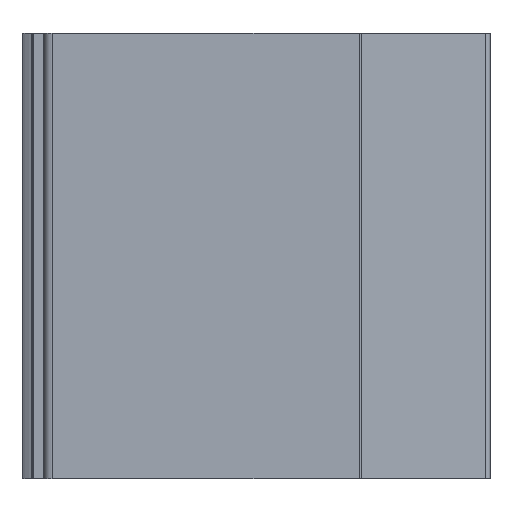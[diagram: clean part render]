
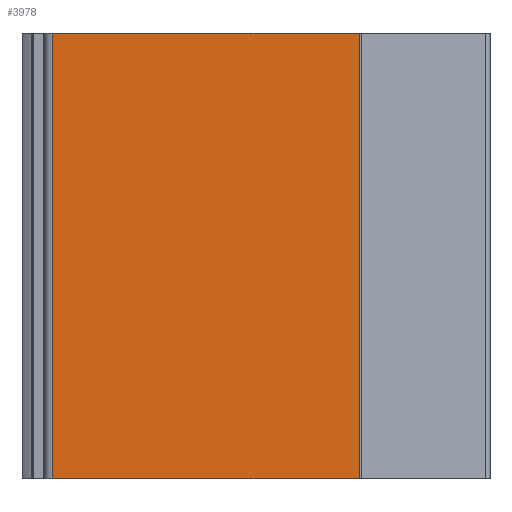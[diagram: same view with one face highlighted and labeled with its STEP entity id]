
A CAD part, front view. The second image highlights one B-rep face of the part: STEP entity #3978.
In plain terms, the highlighted planar face has unit normal (0, -1, 0).
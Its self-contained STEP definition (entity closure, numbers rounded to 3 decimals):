
#564=FACE_OUTER_BOUND('',#771,.T.);
#771=EDGE_LOOP('',(#3397,#3398,#3399,#3400));
#1092=LINE('',#6732,#1447);
#1116=LINE('',#6819,#1471);
#1117=LINE('',#6822,#1472);
#1118=LINE('',#6823,#1473);
#1447=VECTOR('',#5514,10.);
#1471=VECTOR('',#5590,10.);
#1472=VECTOR('',#5593,10.);
#1473=VECTOR('',#5594,10.);
#1850=VERTEX_POINT('',#6729);
#1851=VERTEX_POINT('',#6731);
#1888=VERTEX_POINT('',#6817);
#1889=VERTEX_POINT('',#6821);
#2414=EDGE_CURVE('',#1850,#1851,#1092,.T.);
#2458=EDGE_CURVE('',#1850,#1888,#1116,.T.);
#2459=EDGE_CURVE('',#1889,#1888,#1117,.T.);
#2460=EDGE_CURVE('',#1851,#1889,#1118,.T.);
#3397=ORIENTED_EDGE('',*,*,#2458,.T.);
#3398=ORIENTED_EDGE('',*,*,#2459,.F.);
#3399=ORIENTED_EDGE('',*,*,#2460,.F.);
#3400=ORIENTED_EDGE('',*,*,#2414,.F.);
#3793=PLANE('',#4431);
#3978=ADVANCED_FACE('',(#564),#3793,.T.);
#4431=AXIS2_PLACEMENT_3D('',#6820,#5591,#5592);
#5514=DIRECTION('',(-1.,0.,0.));
#5590=DIRECTION('',(0.,0.,1.));
#5591=DIRECTION('center_axis',(0.,-1.,0.));
#5592=DIRECTION('ref_axis',(1.,0.,0.));
#5593=DIRECTION('',(1.,0.,0.));
#5594=DIRECTION('',(0.,0.,1.));
#6729=CARTESIAN_POINT('',(137.628,0.,-100.));
#6731=CARTESIAN_POINT('',(0.,0.,-100.));
#6732=CARTESIAN_POINT('',(0.,0.,-100.));
#6817=CARTESIAN_POINT('',(137.628,0.,100.));
#6819=CARTESIAN_POINT('',(137.628,0.,0.));
#6820=CARTESIAN_POINT('Origin',(0.,0.,0.));
#6821=CARTESIAN_POINT('',(0.,0.,100.));
#6822=CARTESIAN_POINT('',(0.,0.,100.));
#6823=CARTESIAN_POINT('',(0.,0.,0.));
